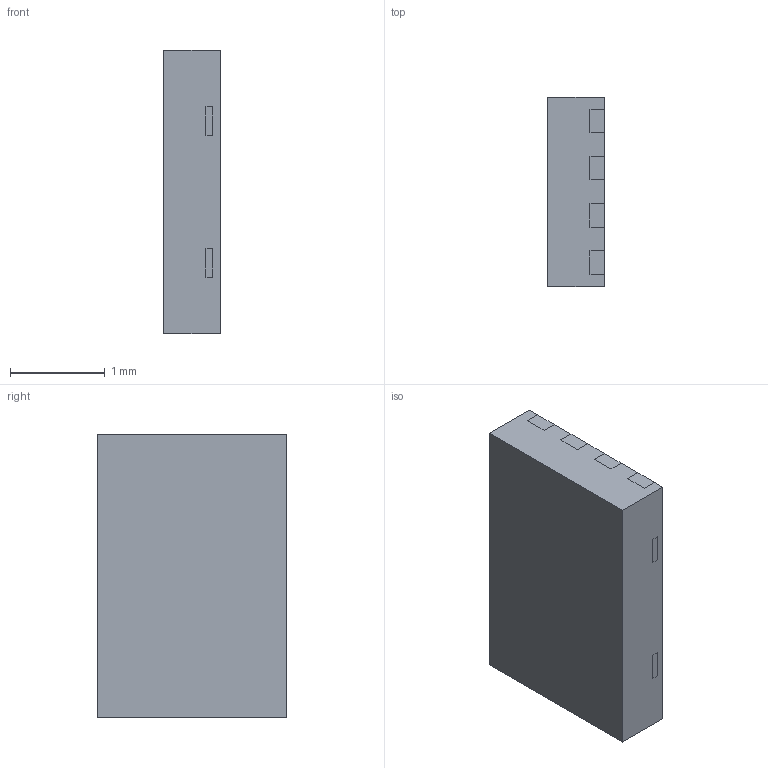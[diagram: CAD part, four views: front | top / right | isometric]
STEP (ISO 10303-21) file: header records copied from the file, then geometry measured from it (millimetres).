
FILE_DESCRIPTION(/* description */ ('Unknown'),/* implementation_level */ '2;1');
FILE_NAME(/* name */ 'DFN2030-8 STP',/* time_stamp */ '2020-09-30T13:23:01+08:00',/* author */ ('Unknown'),/* organization */ ('Unknown'),/* preprocessor_version */ 'ST-DEVELOPER v16.7',/* originating_system */ 'DEX',/* authorisation */ $);
FILE_SCHEMA (('AUTOMOTIVE_DESIGN {1 0 10303 214 3 1 1}'));
Length unit declared in the file: millimetre
Products named in the file (3): DFN2030-8; EMC; LDF
Assembly tree (2 placements, depth 2):
  DFN2030-8
    EMC
    LDF
Bounding box: 0.6 x 2 x 3 mm (x, y, z)
Volume: 3.6 mm3; surface area: 35.4 mm2
Topology: 10 solids, 10 shells, 249 faces, 690 edges, 460 vertices
Faces by surface type: plane 209, cylinder 40
Entity records: 8858 total; most frequent: CARTESIAN_POINT 1402, ORIENTED_EDGE 1380, DIRECTION 1274, EDGE_CURVE 690, LINE 610, VECTOR 610, VERTEX_POINT 460, AXIS2_PLACEMENT_3D 332
